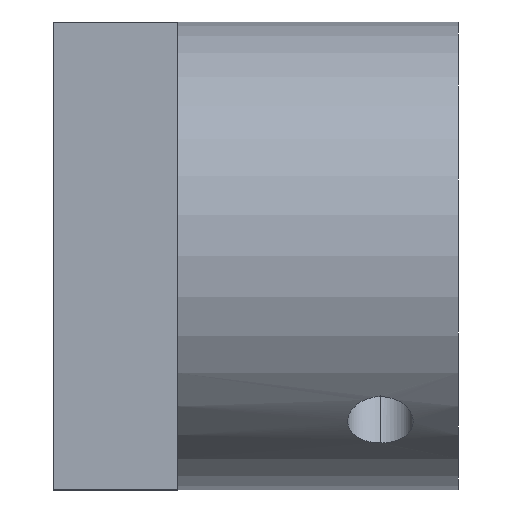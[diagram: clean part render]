
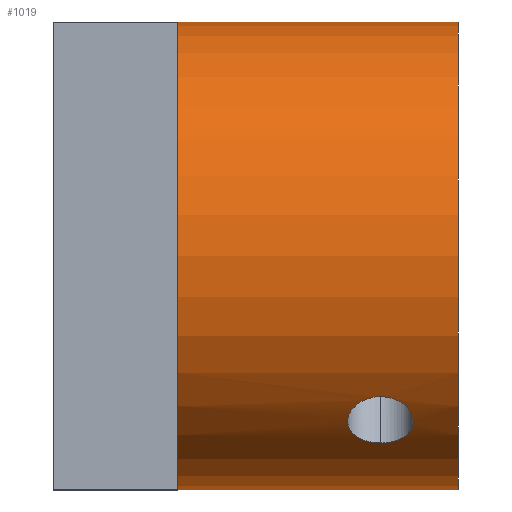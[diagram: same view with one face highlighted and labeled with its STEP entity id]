
A CAD part, left-side view. The second image highlights one B-rep face of the part: STEP entity #1019.
In plain terms, the highlighted cylindrical face has radius 15 mm (diameter 30 mm), a partial arc.
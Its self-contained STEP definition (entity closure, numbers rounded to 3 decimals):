
#35 = B_SPLINE_CURVE_WITH_KNOTS ( 'NONE', 3,
 ( #1331, #412, #81, #1322, #1211, #421, #514, #1230, #1313, #931, #196, #824, #1020, #618, #508, #285, #1119, #818, #87, #706, #519, #306, #201, #1032, #178, #1115, #606, #924 ),
 .UNSPECIFIED., .F., .F.,
 ( 4, 2, 2, 2, 2, 2, 2, 2, 2, 2, 2, 2, 2, 4 ),
 ( 0.007, 0.007, 0.008, 0.008, 0.009, 0.009, 0.009, 0.01, 0.01, 0.011, 0.011, 0.012, 0.012, 0.013 ),
 .UNSPECIFIED. ) ;
#55 = VECTOR ( 'NONE', #316, 1000. ) ;
#77 = DIRECTION ( 'NONE',  ( 0., -1., 0. ) ) ;
#80 = EDGE_CURVE ( 'NONE', #932, #864, #35, .T. ) ;
#81 = CARTESIAN_POINT ( 'NONE',  ( -9.062, -3.449, -11.954 ) ) ;
#87 = CARTESIAN_POINT ( 'NONE',  ( -11.074, -2.007, -10.118 ) ) ;
#104 = CARTESIAN_POINT ( 'NONE',  ( -10.51, -6.1, -10.703 ) ) ;
#118 = AXIS2_PLACEMENT_3D ( 'NONE', #144, #642, #481 ) ;
#131 = CARTESIAN_POINT ( 'NONE',  ( -11.946, -4.544, -9.071 ) ) ;
#142 = CIRCLE ( 'NONE', #318, 15. ) ;
#144 = CARTESIAN_POINT ( 'NONE',  ( 0., 9., 0. ) ) ;
#145 = CARTESIAN_POINT ( 'NONE',  ( -9.017, -4.137, -11.987 ) ) ;
#146 = CARTESIAN_POINT ( 'NONE',  ( 0., -9., -15. ) ) ;
#154 = CARTESIAN_POINT ( 'NONE',  ( -9.017, -4., -11.987 ) ) ;
#156 = EDGE_CURVE ( 'NONE', #979, #342, #142, .T. ) ;
#162 = DIRECTION ( 'NONE',  ( 0., 0., 1. ) ) ;
#178 = CARTESIAN_POINT ( 'NONE',  ( -11.824, -2.941, -9.23 ) ) ;
#196 = CARTESIAN_POINT ( 'NONE',  ( -9.927, -2.114, -11.246 ) ) ;
#201 = CARTESIAN_POINT ( 'NONE',  ( -11.542, -2.417, -9.581 ) ) ;
#259 = EDGE_CURVE ( 'NONE', #510, #340, #1165, .T. ) ;
#260 = CARTESIAN_POINT ( 'NONE',  ( -9.581, -5.583, -11.542 ) ) ;
#261 = DIRECTION ( 'NONE',  ( 0., 0., -1. ) ) ;
#285 = CARTESIAN_POINT ( 'NONE',  ( -10.704, -1.9, -10.509 ) ) ;
#290 = CARTESIAN_POINT ( 'NONE',  ( 0., 9., 15. ) ) ;
#291 = ORIENTED_EDGE ( 'NONE', *, *, #259, .F. ) ;
#300 = EDGE_CURVE ( 'NONE', #340, #342, #1223, .T. ) ;
#305 = ORIENTED_EDGE ( 'NONE', *, *, #535, .T. ) ;
#306 = CARTESIAN_POINT ( 'NONE',  ( -11.473, -2.329, -9.664 ) ) ;
#316 = DIRECTION ( 'NONE',  ( 0., -1., 0. ) ) ;
#318 = AXIS2_PLACEMENT_3D ( 'NONE', #1276, #1191, #162 ) ;
#325 = CARTESIAN_POINT ( 'NONE',  ( 0., -9., 15. ) ) ;
#340 = VERTEX_POINT ( 'NONE', #541 ) ;
#342 = VERTEX_POINT ( 'NONE', #325 ) ;
#346 = CARTESIAN_POINT ( 'NONE',  ( -11.722, -5.281, -9.36 ) ) ;
#362 = DIRECTION ( 'NONE',  ( 0., -1., 0. ) ) ;
#400 = CARTESIAN_POINT ( 'NONE',  ( -11.987, -4., -9.017 ) ) ;
#412 = CARTESIAN_POINT ( 'NONE',  ( -9.017, -3.726, -11.987 ) ) ;
#421 = CARTESIAN_POINT ( 'NONE',  ( -9.36, -2.719, -11.721 ) ) ;
#435 = CARTESIAN_POINT ( 'NONE',  ( -11.817, -5.052, -9.24 ) ) ;
#449 = CARTESIAN_POINT ( 'NONE',  ( -11.666, -5.389, -9.43 ) ) ;
#481 = DIRECTION ( 'NONE',  ( 0., 0., 1. ) ) ;
#486 = CARTESIAN_POINT ( 'NONE',  ( -9.428, -5.387, -11.667 ) ) ;
#487 = CYLINDRICAL_SURFACE ( 'NONE', #1272, 15. ) ;
#508 = CARTESIAN_POINT ( 'NONE',  ( -10.507, -1.9, -10.706 ) ) ;
#510 = VERTEX_POINT ( 'NONE', #650 ) ;
#514 = CARTESIAN_POINT ( 'NONE',  ( -9.429, -2.613, -11.667 ) ) ;
#515 = EDGE_LOOP ( 'NONE', ( #305, #1224 ) ) ;
#519 = CARTESIAN_POINT ( 'NONE',  ( -11.324, -2.177, -9.838 ) ) ;
#535 = EDGE_CURVE ( 'NONE', #864, #932, #696, .T. ) ;
#538 = CARTESIAN_POINT ( 'NONE',  ( -10.41, -6.086, -10.8 ) ) ;
#541 = CARTESIAN_POINT ( 'NONE',  ( 0., 9., 15. ) ) ;
#556 = CARTESIAN_POINT ( 'NONE',  ( -11.922, -4.678, -9.104 ) ) ;
#562 = CARTESIAN_POINT ( 'NONE',  ( -11.481, -5.679, -9.655 ) ) ;
#590 = CARTESIAN_POINT ( 'NONE',  ( -9.36, -5.281, -11.721 ) ) ;
#591 = FACE_BOUND ( 'NONE', #515, .T. ) ;
#606 = CARTESIAN_POINT ( 'NONE',  ( -11.987, -3.722, -9.017 ) ) ;
#618 = CARTESIAN_POINT ( 'NONE',  ( -10.409, -1.914, -10.801 ) ) ;
#642 = DIRECTION ( 'NONE',  ( 0., 1., 0. ) ) ;
#647 = EDGE_LOOP ( 'NONE', ( #901, #291, #655, #1307 ) ) ;
#650 = CARTESIAN_POINT ( 'NONE',  ( 0., 9., -15. ) ) ;
#655 = ORIENTED_EDGE ( 'NONE', *, *, #1213, .T. ) ;
#673 = CARTESIAN_POINT ( 'NONE',  ( -9.017, -4., -11.987 ) ) ;
#683 = CARTESIAN_POINT ( 'NONE',  ( -9.24, -5.054, -11.816 ) ) ;
#689 = CARTESIAN_POINT ( 'NONE',  ( -10.118, -5.993, -11.074 ) ) ;
#696 = B_SPLINE_CURVE_WITH_KNOTS ( 'NONE', 3,
 ( #1156, #945, #1058, #131, #556, #936, #435, #346, #449, #562, #1341, #1151, #1242, #104, #538, #1251, #689, #993, #1178, #1184, #260, #486, #590, #683, #1092, #697, #987, #1290, #145, #154 ),
 .UNSPECIFIED., .F., .F.,
 ( 4, 2, 2, 2, 2, 2, 2, 2, 2, 2, 2, 2, 2, 2, 4 ),
 ( 0., 0., 0.001, 0.001, 0.002, 0.002, 0.003, 0.004, 0.004, 0.005, 0.005, 0.005, 0.006, 0.006, 0.007 ),
 .UNSPECIFIED. ) ;
#697 = CARTESIAN_POINT ( 'NONE',  ( -9.104, -4.677, -11.922 ) ) ;
#706 = CARTESIAN_POINT ( 'NONE',  ( -11.244, -2.112, -9.929 ) ) ;
#729 = CARTESIAN_POINT ( 'NONE',  ( 0., 9., -15. ) ) ;
#818 = CARTESIAN_POINT ( 'NONE',  ( -10.984, -1.967, -10.216 ) ) ;
#824 = CARTESIAN_POINT ( 'NONE',  ( -10.116, -2.008, -11.076 ) ) ;
#864 = VERTEX_POINT ( 'NONE', #400 ) ;
#881 = FACE_OUTER_BOUND ( 'NONE', #647, .T. ) ;
#901 = ORIENTED_EDGE ( 'NONE', *, *, #300, .F. ) ;
#924 = CARTESIAN_POINT ( 'NONE',  ( -11.987, -4., -9.017 ) ) ;
#931 = CARTESIAN_POINT ( 'NONE',  ( -9.836, -2.178, -11.326 ) ) ;
#932 = VERTEX_POINT ( 'NONE', #673 ) ;
#936 = CARTESIAN_POINT ( 'NONE',  ( -11.857, -4.932, -9.188 ) ) ;
#945 = CARTESIAN_POINT ( 'NONE',  ( -11.987, -4.139, -9.017 ) ) ;
#951 = LINE ( 'NONE', #729, #55 ) ;
#978 = VECTOR ( 'NONE', #77, 1000. ) ;
#979 = VERTEX_POINT ( 'NONE', #146 ) ;
#987 = CARTESIAN_POINT ( 'NONE',  ( -9.072, -4.546, -11.946 ) ) ;
#993 = CARTESIAN_POINT ( 'NONE',  ( -9.928, -5.888, -11.245 ) ) ;
#1019 = ADVANCED_FACE ( 'NONE', ( #881, #591 ), #487, .T. ) ;
#1020 = CARTESIAN_POINT ( 'NONE',  ( -10.214, -1.967, -10.986 ) ) ;
#1032 = CARTESIAN_POINT ( 'NONE',  ( -11.727, -2.707, -9.355 ) ) ;
#1058 = CARTESIAN_POINT ( 'NONE',  ( -11.979, -4.276, -9.028 ) ) ;
#1092 = CARTESIAN_POINT ( 'NONE',  ( -9.188, -4.931, -11.857 ) ) ;
#1097 = CARTESIAN_POINT ( 'NONE',  ( 0., 9., 0. ) ) ;
#1115 = CARTESIAN_POINT ( 'NONE',  ( -11.953, -3.446, -9.063 ) ) ;
#1119 = CARTESIAN_POINT ( 'NONE',  ( -10.799, -1.913, -10.412 ) ) ;
#1151 = CARTESIAN_POINT ( 'NONE',  ( -10.991, -6.045, -10.211 ) ) ;
#1156 = CARTESIAN_POINT ( 'NONE',  ( -11.987, -4., -9.017 ) ) ;
#1165 = CIRCLE ( 'NONE', #118, 15. ) ;
#1178 = CARTESIAN_POINT ( 'NONE',  ( -9.836, -5.822, -11.326 ) ) ;
#1184 = CARTESIAN_POINT ( 'NONE',  ( -9.663, -5.67, -11.474 ) ) ;
#1191 = DIRECTION ( 'NONE',  ( 0., 1., 0. ) ) ;
#1211 = CARTESIAN_POINT ( 'NONE',  ( -9.239, -2.948, -11.817 ) ) ;
#1213 = EDGE_CURVE ( 'NONE', #510, #979, #951, .T. ) ;
#1223 = LINE ( 'NONE', #290, #978 ) ;
#1224 = ORIENTED_EDGE ( 'NONE', *, *, #80, .T. ) ;
#1230 = CARTESIAN_POINT ( 'NONE',  ( -9.579, -2.419, -11.544 ) ) ;
#1242 = CARTESIAN_POINT ( 'NONE',  ( -10.801, -6.1, -10.412 ) ) ;
#1251 = CARTESIAN_POINT ( 'NONE',  ( -10.215, -6.033, -10.986 ) ) ;
#1272 = AXIS2_PLACEMENT_3D ( 'NONE', #1097, #362, #261 ) ;
#1276 = CARTESIAN_POINT ( 'NONE',  ( 0., -9., 0. ) ) ;
#1290 = CARTESIAN_POINT ( 'NONE',  ( -9.028, -4.276, -11.979 ) ) ;
#1307 = ORIENTED_EDGE ( 'NONE', *, *, #156, .T. ) ;
#1313 = CARTESIAN_POINT ( 'NONE',  ( -9.662, -2.331, -11.474 ) ) ;
#1322 = CARTESIAN_POINT ( 'NONE',  ( -9.187, -3.07, -11.857 ) ) ;
#1331 = CARTESIAN_POINT ( 'NONE',  ( -9.017, -4., -11.987 ) ) ;
#1341 = CARTESIAN_POINT ( 'NONE',  ( -11.329, -5.835, -9.834 ) ) ;
